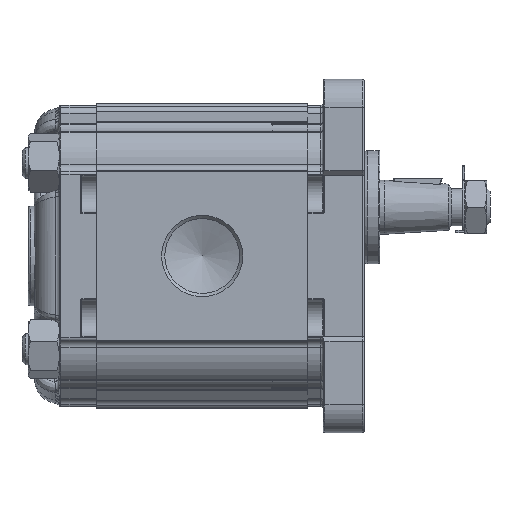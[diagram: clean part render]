
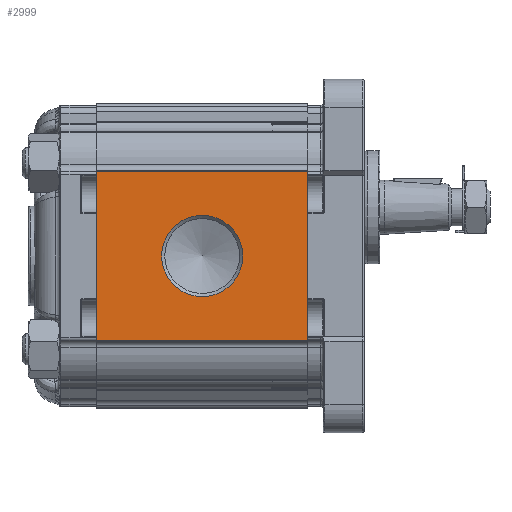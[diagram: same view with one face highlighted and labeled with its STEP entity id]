
A CAD part, left-side view. The second image highlights one B-rep face of the part: STEP entity #2999.
In plain terms, the highlighted planar face has unit normal (-1, 0, 0).
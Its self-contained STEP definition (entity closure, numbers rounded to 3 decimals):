
#2999 = ADVANCED_FACE( '', ( #6672, #6673 ), #6674, .T. );
#6672 = FACE_BOUND( '', #12715, .T. );
#6673 = FACE_OUTER_BOUND( '', #12716, .T. );
#6674 = PLANE( '', #12717 );
#12715 = EDGE_LOOP( '', ( #22727 ) );
#12716 = EDGE_LOOP( '', ( #22728, #22729, #22730, #22731 ) );
#12717 = AXIS2_PLACEMENT_3D( '', #22732, #22733, #22734 );
#22727 = ORIENTED_EDGE( '', *, *, #31614, .T. );
#22728 = ORIENTED_EDGE( '', *, *, #31615, .F. );
#22729 = ORIENTED_EDGE( '', *, *, #31616, .F. );
#22730 = ORIENTED_EDGE( '', *, *, #31251, .T. );
#22731 = ORIENTED_EDGE( '', *, *, #30236, .T. );
#22732 = CARTESIAN_POINT( '', ( -43., 68., 27.048 ) );
#22733 = DIRECTION( '', ( -1., 0., 0. ) );
#22734 = DIRECTION( '', ( 0., 0., 1. ) );
#30236 = EDGE_CURVE( '', #36470, #36467, #36471, .T. );
#31251 = EDGE_CURVE( '', #37895, #36470, #37896, .T. );
#31614 = EDGE_CURVE( '', #38365, #38365, #38366, .F. );
#31615 = EDGE_CURVE( '', #38367, #36467, #38368, .T. );
#31616 = EDGE_CURVE( '', #37895, #38367, #38369, .T. );
#36467 = VERTEX_POINT( '', #47367 );
#36470 = VERTEX_POINT( '', #47370 );
#36471 = LINE( '', #47371, #47372 );
#37895 = VERTEX_POINT( '', #50505 );
#37896 = LINE( '', #50506, #50507 );
#38365 = VERTEX_POINT( '', #51664 );
#38366 = CIRCLE( '', #51665, 13.059 );
#38367 = VERTEX_POINT( '', #51666 );
#38368 = LINE( '', #51667, #51668 );
#38369 = LINE( '', #51669, #51670 );
#47367 = CARTESIAN_POINT( '', ( -43., 0., -27.048 ) );
#47370 = CARTESIAN_POINT( '', ( -43., 68., -27.048 ) );
#47371 = CARTESIAN_POINT( '', ( -43., 68., -27.048 ) );
#47372 = VECTOR( '', #57130, 1000. );
#50505 = CARTESIAN_POINT( '', ( -43., 68., 27.048 ) );
#50506 = CARTESIAN_POINT( '', ( -43., 68., 27.048 ) );
#50507 = VECTOR( '', #58287, 1000. );
#51664 = CARTESIAN_POINT( '', ( -43., 34., 13.059 ) );
#51665 = AXIS2_PLACEMENT_3D( '', #58650, #58651, #58652 );
#51666 = CARTESIAN_POINT( '', ( -43., 0., 27.048 ) );
#51667 = CARTESIAN_POINT( '', ( -43., 0., 27.048 ) );
#51668 = VECTOR( '', #58653, 1000. );
#51669 = CARTESIAN_POINT( '', ( -43., 68., 27.048 ) );
#51670 = VECTOR( '', #58654, 1000. );
#57130 = DIRECTION( '', ( 0., -1., 0. ) );
#58287 = DIRECTION( '', ( 0., 0., -1. ) );
#58650 = CARTESIAN_POINT( '', ( -43., 34., 0. ) );
#58651 = DIRECTION( '', ( -1., 0., 0. ) );
#58652 = DIRECTION( '', ( 0., 0., 1. ) );
#58653 = DIRECTION( '', ( 0., 0., -1. ) );
#58654 = DIRECTION( '', ( 0., -1., 0. ) );
